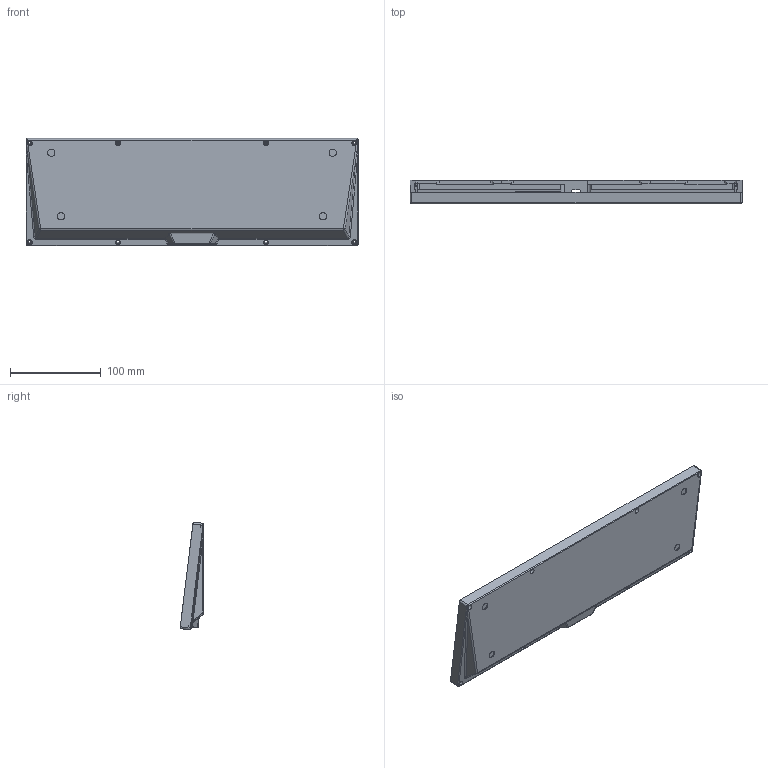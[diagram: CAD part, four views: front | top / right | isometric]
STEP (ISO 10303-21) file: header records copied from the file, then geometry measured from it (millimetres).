
FILE_DESCRIPTION (( 'STEP AP214' ), '1' );
FILE_NAME ('lowerbody.STEP', '2022-08-14T19:09:45', ( '' ), ( '' ), 'SwSTEP 2.0', 'SolidWorks 2019', '' );
FILE_SCHEMA (( 'AUTOMOTIVE_DESIGN' ));
Length unit declared in the file: millimetre
Products named in the file (1): lowerbody
Bounding box: 365.92 x 26.32 x 118.73 mm (x, y, z)
Volume: 375558.1 mm3; surface area: 112272.9 mm2
Topology: 1 solids, 1 shells, 321 faces, 848 edges, 540 vertices
Faces by surface type: cylinder 147, plane 126, bspline 34, torus 10, sphere 4
Entity records: 10407 total; most frequent: CARTESIAN_POINT 2454, ORIENTED_EDGE 1688, DIRECTION 1671, EDGE_CURVE 844, AXIS2_PLACEMENT_3D 613, VERTEX_POINT 540, LINE 445, VECTOR 445
